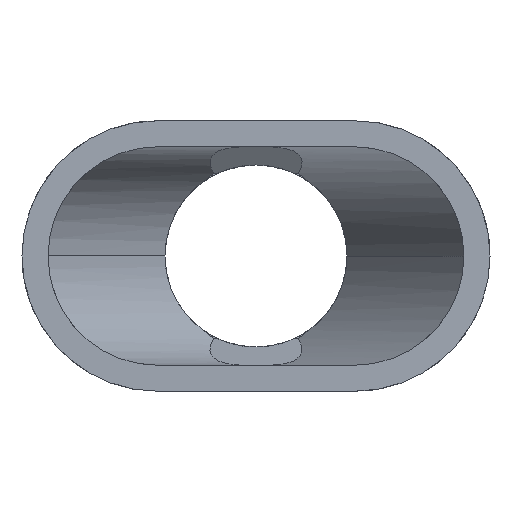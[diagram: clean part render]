
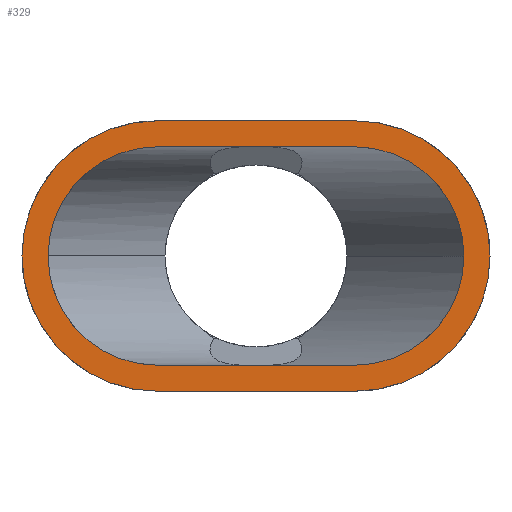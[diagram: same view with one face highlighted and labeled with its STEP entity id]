
A CAD part, front view. The second image highlights one B-rep face of the part: STEP entity #329.
In plain terms, the highlighted planar face has unit normal (0, -1, 0).
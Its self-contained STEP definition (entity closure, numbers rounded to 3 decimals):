
#26 = EDGE_CURVE ( 'NONE', #395, #1588, #1398, .T. ) ;
#32 = CARTESIAN_POINT ( 'NONE',  ( -1.9, -10., 0. ) ) ;
#68 = AXIS2_PLACEMENT_3D ( 'NONE', #1359, #1202, #658 ) ;
#75 = CARTESIAN_POINT ( 'NONE',  ( 1.9, -10., -2.6 ) ) ;
#86 = CIRCLE ( 'NONE', #1452, 2.6 ) ;
#90 = CARTESIAN_POINT ( 'NONE',  ( -1.9, -10., 0. ) ) ;
#94 = CARTESIAN_POINT ( 'NONE',  ( 4., -10., 0. ) ) ;
#95 = AXIS2_PLACEMENT_3D ( 'NONE', #1482, #661, #1626 ) ;
#112 = VERTEX_POINT ( 'NONE', #1129 ) ;
#123 = CARTESIAN_POINT ( 'NONE',  ( 0., -10., 0. ) ) ;
#138 = EDGE_CURVE ( 'NONE', #824, #277, #1585, .T. ) ;
#164 = VERTEX_POINT ( 'NONE', #1105 ) ;
#177 = CARTESIAN_POINT ( 'NONE',  ( 4.5, -10., -2.6 ) ) ;
#208 = CARTESIAN_POINT ( 'NONE',  ( 0., -10., -2.1 ) ) ;
#232 = CARTESIAN_POINT ( 'NONE',  ( -1.9, -10., 2.1 ) ) ;
#277 = VERTEX_POINT ( 'NONE', #282 ) ;
#282 = CARTESIAN_POINT ( 'NONE',  ( 1.9, -10., 2.6 ) ) ;
#285 = DIRECTION ( 'NONE',  ( 0., 0., 1. ) ) ;
#292 = CARTESIAN_POINT ( 'NONE',  ( 1.9, -10., 0. ) ) ;
#300 = VERTEX_POINT ( 'NONE', #232 ) ;
#315 = FACE_BOUND ( 'NONE', #1549, .T. ) ;
#329 = ADVANCED_FACE ( 'NONE', ( #1741, #315 ), #624, .F. ) ;
#331 = DIRECTION ( 'NONE',  ( 0., -1., 0. ) ) ;
#343 = EDGE_CURVE ( 'NONE', #164, #277, #409, .T. ) ;
#372 = CIRCLE ( 'NONE', #95, 2.1 ) ;
#389 = LINE ( 'NONE', #208, #1165 ) ;
#394 = CARTESIAN_POINT ( 'NONE',  ( -4.5, -10., 0. ) ) ;
#395 = VERTEX_POINT ( 'NONE', #394 ) ;
#409 = CIRCLE ( 'NONE', #1568, 2.6 ) ;
#432 = DIRECTION ( 'NONE',  ( 0., -1., 0. ) ) ;
#435 = DIRECTION ( 'NONE',  ( 0., -1., 0. ) ) ;
#444 = AXIS2_PLACEMENT_3D ( 'NONE', #292, #432, #973 ) ;
#452 = EDGE_LOOP ( 'NONE', ( #1708, #766, #1136, #1716, #1236, #764 ) ) ;
#455 = DIRECTION ( 'NONE',  ( 1., 0., 0. ) ) ;
#470 = DIRECTION ( 'NONE',  ( -1., 0., 0. ) ) ;
#510 = EDGE_CURVE ( 'NONE', #1459, #1584, #1610, .T. ) ;
#516 = ORIENTED_EDGE ( 'NONE', *, *, #1448, .F. ) ;
#527 = DIRECTION ( 'NONE',  ( 0., 0., 1. ) ) ;
#587 = CARTESIAN_POINT ( 'NONE',  ( -1.9, -10., -2.1 ) ) ;
#594 = LINE ( 'NONE', #177, #1018 ) ;
#624 = PLANE ( 'NONE',  #1388 ) ;
#658 = DIRECTION ( 'NONE',  ( 0., 0., 1. ) ) ;
#660 = ORIENTED_EDGE ( 'NONE', *, *, #1009, .T. ) ;
#661 = DIRECTION ( 'NONE',  ( 0., -1., 0. ) ) ;
#667 = CARTESIAN_POINT ( 'NONE',  ( 4.5, -10., 2.6 ) ) ;
#676 = VERTEX_POINT ( 'NONE', #587 ) ;
#677 = ORIENTED_EDGE ( 'NONE', *, *, #1438, .T. ) ;
#681 = DIRECTION ( 'NONE',  ( 0., -1., 0. ) ) ;
#687 = EDGE_CURVE ( 'NONE', #1519, #1588, #594, .T. ) ;
#733 = DIRECTION ( 'NONE',  ( 0., 0., 1. ) ) ;
#736 = CIRCLE ( 'NONE', #68, 2.6 ) ;
#764 = ORIENTED_EDGE ( 'NONE', *, *, #26, .T. ) ;
#766 = ORIENTED_EDGE ( 'NONE', *, *, #1147, .T. ) ;
#776 = VERTEX_POINT ( 'NONE', #947 ) ;
#819 = AXIS2_PLACEMENT_3D ( 'NONE', #1385, #435, #1122 ) ;
#824 = VERTEX_POINT ( 'NONE', #1073 ) ;
#835 = DIRECTION ( 'NONE',  ( 0., 0., 1. ) ) ;
#917 = EDGE_CURVE ( 'NONE', #824, #395, #86, .T. ) ;
#934 = DIRECTION ( 'NONE',  ( 0., 1., 0. ) ) ;
#947 = CARTESIAN_POINT ( 'NONE',  ( 1.9, -10., 2.1 ) ) ;
#967 = EDGE_CURVE ( 'NONE', #300, #112, #1260, .T. ) ;
#971 = CARTESIAN_POINT ( 'NONE',  ( -1.9, -10., 0. ) ) ;
#973 = DIRECTION ( 'NONE',  ( 0., 0., 1. ) ) ;
#1000 = CARTESIAN_POINT ( 'NONE',  ( 0., -10., 2.1 ) ) ;
#1009 = EDGE_CURVE ( 'NONE', #300, #776, #1311, .T. ) ;
#1018 = VECTOR ( 'NONE', #1413, 1000. ) ;
#1073 = CARTESIAN_POINT ( 'NONE',  ( -1.9, -10., 2.6 ) ) ;
#1105 = CARTESIAN_POINT ( 'NONE',  ( 4.5, -10., 0. ) ) ;
#1114 = DIRECTION ( 'NONE',  ( 0., -1., 0. ) ) ;
#1122 = DIRECTION ( 'NONE',  ( 0., 0., 1. ) ) ;
#1129 = CARTESIAN_POINT ( 'NONE',  ( -4., -10., 0. ) ) ;
#1136 = ORIENTED_EDGE ( 'NONE', *, *, #343, .T. ) ;
#1147 = EDGE_CURVE ( 'NONE', #1519, #164, #736, .T. ) ;
#1165 = VECTOR ( 'NONE', #470, 1000. ) ;
#1195 = VECTOR ( 'NONE', #1396, 1000. ) ;
#1202 = DIRECTION ( 'NONE',  ( 0., -1., 0. ) ) ;
#1236 = ORIENTED_EDGE ( 'NONE', *, *, #917, .T. ) ;
#1260 = CIRCLE ( 'NONE', #1600, 2.1 ) ;
#1296 = ORIENTED_EDGE ( 'NONE', *, *, #967, .F. ) ;
#1311 = LINE ( 'NONE', #1000, #1510 ) ;
#1359 = CARTESIAN_POINT ( 'NONE',  ( 1.9, -10., 0. ) ) ;
#1385 = CARTESIAN_POINT ( 'NONE',  ( -1.9, -10., 0. ) ) ;
#1388 = AXIS2_PLACEMENT_3D ( 'NONE', #123, #934, #527 ) ;
#1396 = DIRECTION ( 'NONE',  ( 1., 0., 0. ) ) ;
#1398 = CIRCLE ( 'NONE', #819, 2.6 ) ;
#1413 = DIRECTION ( 'NONE',  ( -1., 0., 0. ) ) ;
#1438 = EDGE_CURVE ( 'NONE', #1459, #676, #389, .T. ) ;
#1446 = CARTESIAN_POINT ( 'NONE',  ( 1.9, -10., -2.1 ) ) ;
#1448 = EDGE_CURVE ( 'NONE', #112, #676, #1763, .T. ) ;
#1452 = AXIS2_PLACEMENT_3D ( 'NONE', #32, #681, #285 ) ;
#1459 = VERTEX_POINT ( 'NONE', #1446 ) ;
#1476 = CARTESIAN_POINT ( 'NONE',  ( 1.9, -10., 0. ) ) ;
#1482 = CARTESIAN_POINT ( 'NONE',  ( 1.9, -10., 0. ) ) ;
#1510 = VECTOR ( 'NONE', #455, 1000. ) ;
#1519 = VERTEX_POINT ( 'NONE', #75 ) ;
#1549 = EDGE_LOOP ( 'NONE', ( #1614, #677, #516, #1296, #660, #1564 ) ) ;
#1564 = ORIENTED_EDGE ( 'NONE', *, *, #1702, .F. ) ;
#1568 = AXIS2_PLACEMENT_3D ( 'NONE', #1476, #1748, #1623 ) ;
#1584 = VERTEX_POINT ( 'NONE', #94 ) ;
#1585 = LINE ( 'NONE', #667, #1195 ) ;
#1588 = VERTEX_POINT ( 'NONE', #1599 ) ;
#1599 = CARTESIAN_POINT ( 'NONE',  ( -1.9, -10., -2.6 ) ) ;
#1600 = AXIS2_PLACEMENT_3D ( 'NONE', #971, #1114, #835 ) ;
#1610 = CIRCLE ( 'NONE', #444, 2.1 ) ;
#1614 = ORIENTED_EDGE ( 'NONE', *, *, #510, .F. ) ;
#1621 = AXIS2_PLACEMENT_3D ( 'NONE', #90, #331, #733 ) ;
#1623 = DIRECTION ( 'NONE',  ( 0., 0., 1. ) ) ;
#1626 = DIRECTION ( 'NONE',  ( 0., 0., 1. ) ) ;
#1702 = EDGE_CURVE ( 'NONE', #1584, #776, #372, .T. ) ;
#1708 = ORIENTED_EDGE ( 'NONE', *, *, #687, .F. ) ;
#1716 = ORIENTED_EDGE ( 'NONE', *, *, #138, .F. ) ;
#1741 = FACE_OUTER_BOUND ( 'NONE', #452, .T. ) ;
#1748 = DIRECTION ( 'NONE',  ( 0., -1., 0. ) ) ;
#1763 = CIRCLE ( 'NONE', #1621, 2.1 ) ;
